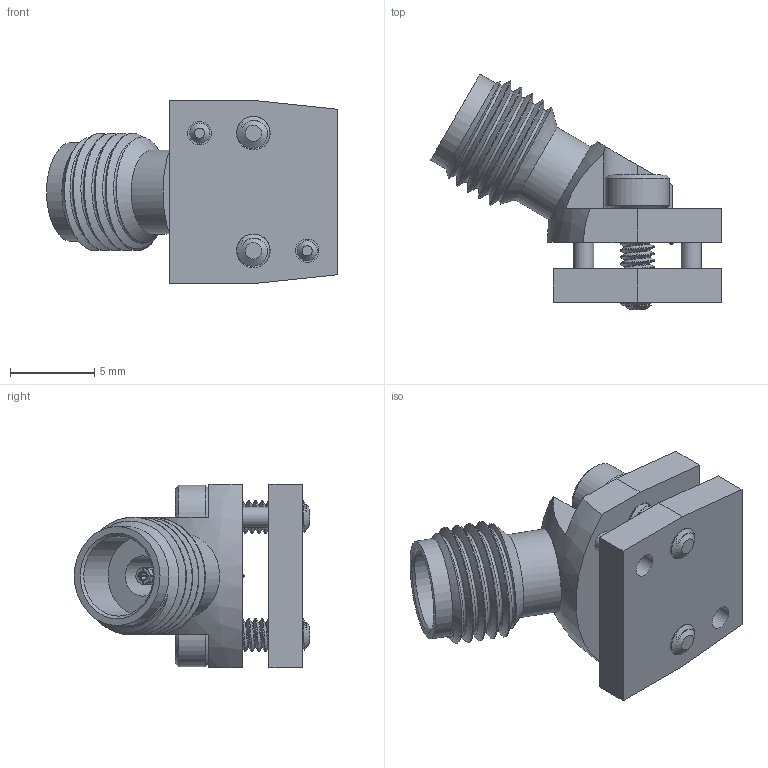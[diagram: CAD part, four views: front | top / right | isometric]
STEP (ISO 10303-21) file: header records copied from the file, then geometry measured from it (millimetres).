
FILE_DESCRIPTION (( 'STEP AP214' ), '1' );
FILE_NAME ('TM14-0143-00.STEP', '2021-01-22T08:20:06', ( '' ), ( '' ), 'SwSTEP 2.0', 'SolidWorks 2019', '' );
FILE_SCHEMA (( 'AUTOMOTIVE_DESIGN' ));
Length unit declared in the file: millimetre
Products named in the file (4): TM14-0143-00; M2X4 SHCS_M2 x 6; TM11-0355-00; 2.4^TM14-0089-00
Assembly tree (4 placements, depth 2):
  TM14-0143-00
    TM11-0355-00
    M2X4 SHCS_M2 x 6  x2
    2.4^TM14-0089-00
Bounding box: 17.3 x 14 x 10.9 mm (x, y, z)
Volume: 670.1 mm3; surface area: 1314.2 mm2
Topology: 4 solids, 5 shells, 210 faces, 490 edges, 306 vertices
Faces by surface type: plane 92, cylinder 54, cone 36, bspline 26, sphere 1, torus 1
Full cylindrical faces by diameter (mm): 0.254 x1, 0.35 x1, 0.41 x6, 0.55 x1, 0.553 x1, 0.56 x1, 0.58 x1, 0.805 x1, 0.83 x1, 0.84 x1, 0.93 x1, 0.959 x1, 1.042 x2, 1.2 x2, 1.4 x2, 1.588 x1, 1.589 x1, 1.6 x2, 1.825 x1, 1.85 x1, 1.913 x1, 2.1 x2, 2.143 x1, 2.4 x1, 2.403 x1, 2.703 x1, 3.8 x2, 4.78 x1, 5 x1, 5.89 x1
Entity records: 9145 total; most frequent: CARTESIAN_POINT 5144, DIRECTION 740, ORIENTED_EDGE 728, EDGE_CURVE 364, AXIS2_PLACEMENT_3D 305, EDGE_LOOP 294, VERTEX_POINT 260, FACE_OUTER_BOUND 227
